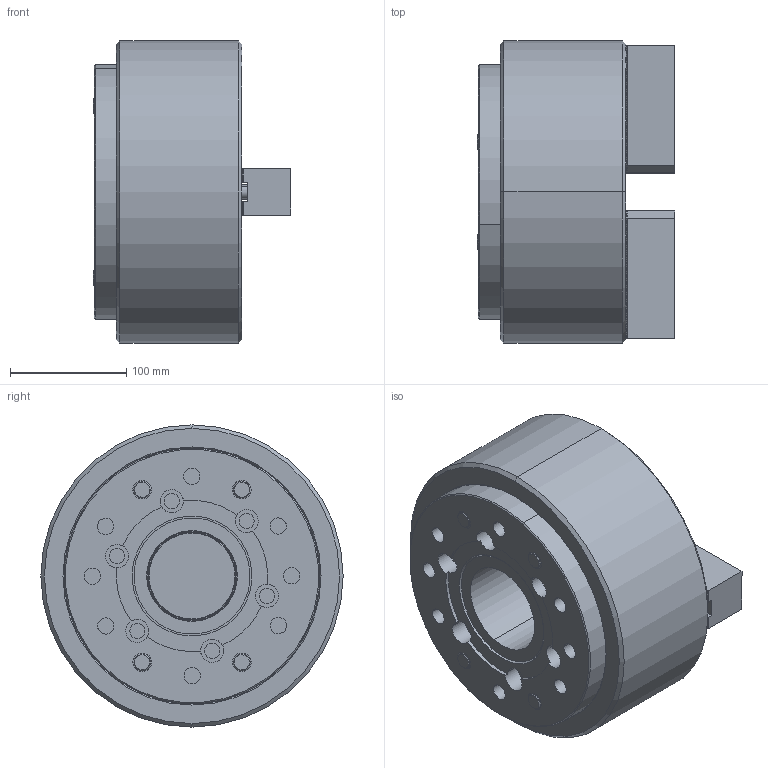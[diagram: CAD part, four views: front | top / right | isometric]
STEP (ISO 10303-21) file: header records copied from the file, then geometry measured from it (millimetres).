
FILE_DESCRIPTION (( 'STEP AP203' ), '1' );
FILE_NAME ('CF-2L-210A6.STEP', '2019-12-19T01:17:16', ( 'temp' ), ( '' ), 'SwSTEP 2.0', 'SolidWorks 2016', '' );
FILE_SCHEMA (( 'CONFIG_CONTROL_DESIGN' ));
Length unit declared in the file: millimetre
Products named in the file (10): 圓頭內六角螺栓_M12x30; 半圓頭六角孔螺栓_M5x8; SJ-10; 圓頭內六角螺栓_M16x110; 3L-10-13000-A6法蘭; CF-2L-210-0100G; CF-2L-210A6; CF-2L-210-02000; CF-2L-210-05010; CF-2L-210-10000
Assembly tree (19 placements, depth 2):
  CF-2L-210A6
    CF-2L-210-0100G
    CF-2L-210-02000
    CF-2L-210-05010
    CF-2L-210-10000
    圓頭內六角螺栓_M12x30  x4
    半圓頭六角孔螺栓_M5x8  x4
    SJ-10  x2
    圓頭內六角螺栓_M16x110  x4
    3L-10-13000-A6法蘭
Bounding box: 170 x 260 x 260 mm (x, y, z)
Volume: 5765891.7 mm3; surface area: 568064.7 mm2
Topology: 19 solids, 19 shells, 1791 faces, 4996 edges, 3248 vertices
Faces by surface type: plane 1131, cylinder 507, cone 137, torus 16
Entity records: 31674 total; most frequent: CARTESIAN_POINT 6317, ORIENTED_EDGE 5280, DIRECTION 4750, EDGE_CURVE 2640, VECTOR 1828, LINE 1828, VERTEX_POINT 1732, AXIS2_PLACEMENT_3D 1461
